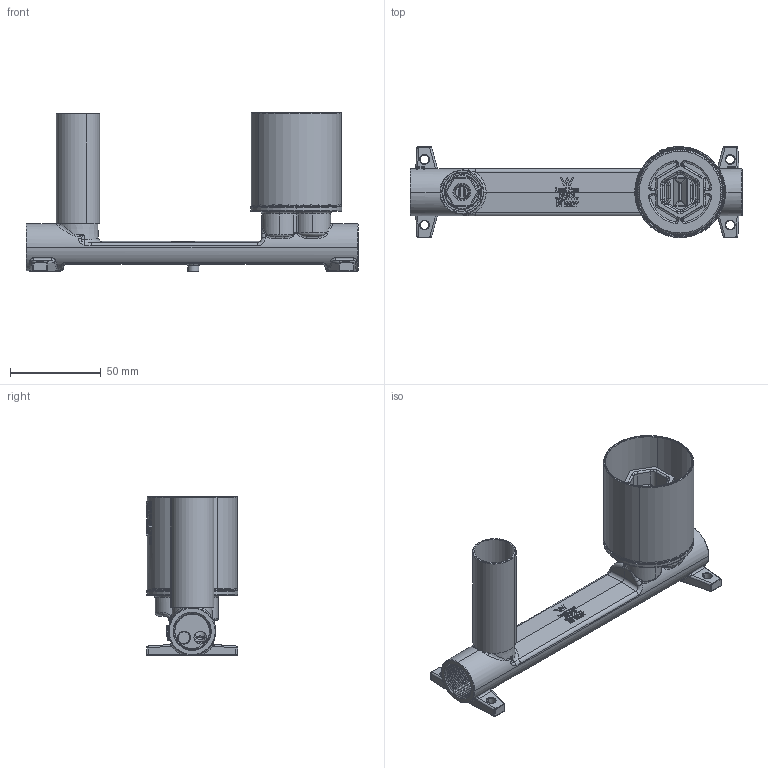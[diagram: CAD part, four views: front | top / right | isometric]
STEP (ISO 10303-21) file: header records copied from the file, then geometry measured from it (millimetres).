
FILE_DESCRIPTION (( 'STEP AP203' ), '1' );
FILE_NAME ('250-2816-1 SwitchMix Wall Mixer Set Rough In Kit.STEP', '2024-11-07T04:50:49', ( '' ), ( '' ), 'SwSTEP 2.0', 'SolidWorks 2021', '' );
FILE_SCHEMA (( 'CONFIG_CONTROL_DESIGN' ));
Length unit declared in the file: millimetre
Products named in the file (1): 250-2816-1 SwitchMix Wall Mixer Set Rough In Kit
Bounding box: 182.5 x 50.16 x 87.25 mm (x, y, z)
Volume: 118291.5 mm3; surface area: 89971.6 mm2
Topology: 18 solids, 18 shells, 2487 faces, 6214 edges, 3839 vertices
Faces by surface type: plane 930, bspline 615, cylinder 574, torus 194, cone 93, sphere 81
Entity records: 97658 total; most frequent: CARTESIAN_POINT 43609, ORIENTED_EDGE 12370, DIRECTION 9729, EDGE_CURVE 6185, VERTEX_POINT 3839, AXIS2_PLACEMENT_3D 3623, EDGE_LOOP 2632, ADVANCED_FACE 2487
